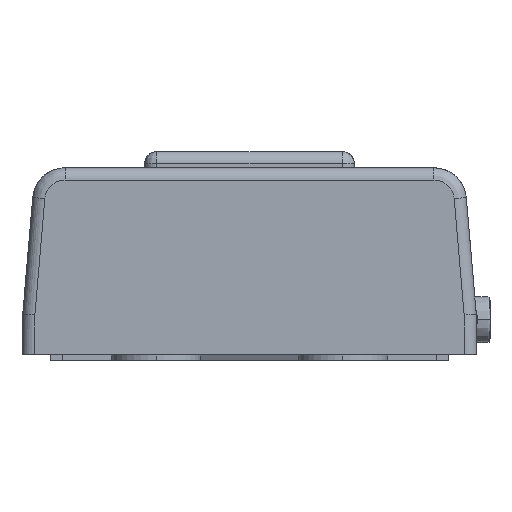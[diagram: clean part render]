
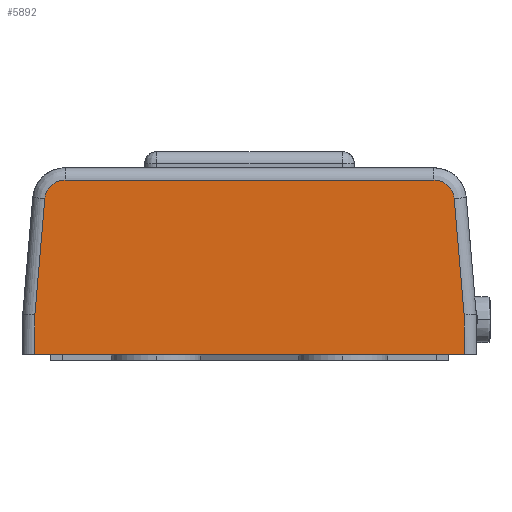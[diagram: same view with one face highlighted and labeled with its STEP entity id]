
A CAD part, left-side view. The second image highlights one B-rep face of the part: STEP entity #5892.
In plain terms, the highlighted planar face has unit normal (-1, 0, 0).
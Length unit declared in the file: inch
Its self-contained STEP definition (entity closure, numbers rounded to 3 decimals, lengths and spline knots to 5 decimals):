
#262 = VERTEX_POINT ( 'NONE', #4099 ) ;
#306 = EDGE_LOOP ( 'NONE', ( #10507, #6963, #14756, #8178, #5772, #6172, #3601, #14311 ) ) ;
#380 = VECTOR ( 'NONE', #1641, 39.37008 ) ;
#635 = CARTESIAN_POINT ( 'NONE',  ( -6.88976, -0.90535, 0.84646 ) ) ;
#645 = VERTEX_POINT ( 'NONE', #4575 ) ;
#792 = VECTOR ( 'NONE', #4186, 39.37008 ) ;
#843 = LINE ( 'NONE', #11251, #2880 ) ;
#1186 = CARTESIAN_POINT ( 'NONE',  ( -6.88976, 0.89355, 0.84646 ) ) ;
#1206 = CARTESIAN_POINT ( 'NONE',  ( -6.88976, 1.0433, 0. ) ) ;
#1612 = B_SPLINE_CURVE_WITH_KNOTS ( 'NONE', 3,
 ( #2957, #635, #14523, #9758, #1690, #10929, #12105 ),
 .UNSPECIFIED., .F., .F.,
 ( 4, 1, 1, 1, 4 ),
 ( 0., 0.24217, 0.48437, 0.72657, 1. ),
 .UNSPECIFIED. ) ;
#1641 = DIRECTION ( 'NONE',  ( 0., 0.086, 0.996 ) ) ;
#1664 = CARTESIAN_POINT ( 'NONE',  ( -6.88976, 0.98731, 0.78043 ) ) ;
#1690 = CARTESIAN_POINT ( 'NONE',  ( -6.88976, -0.98316, 0.79433 ) ) ;
#1711 = CARTESIAN_POINT ( 'NONE',  ( -6.88976, 0.96915, 0.81226 ) ) ;
#2013 = EDGE_CURVE ( 'NONE', #14266, #12678, #7945, .T. ) ;
#2191 = DIRECTION ( 'NONE',  ( -1., 0., 0. ) ) ;
#2311 = LINE ( 'NONE', #5686, #13291 ) ;
#2818 = CARTESIAN_POINT ( 'NONE',  ( -6.88976, 0.99056, 0.76877 ) ) ;
#2880 = VECTOR ( 'NONE', #15058, 39.37008 ) ;
#2957 = CARTESIAN_POINT ( 'NONE',  ( -6.88976, -0.89355, 0.84646 ) ) ;
#3397 = DIRECTION ( 'NONE',  ( 0., -1., 0. ) ) ;
#3448 = EDGE_CURVE ( 'NONE', #11497, #12414, #843, .T. ) ;
#3601 = ORIENTED_EDGE ( 'NONE', *, *, #6231, .T. ) ;
#3868 = EDGE_CURVE ( 'NONE', #262, #14266, #6158, .T. ) ;
#3869 = EDGE_CURVE ( 'NONE', #11823, #645, #2311, .T. ) ;
#4055 = CARTESIAN_POINT ( 'NONE',  ( -6.88976, 0.89969, 0.84646 ) ) ;
#4099 = CARTESIAN_POINT ( 'NONE',  ( -6.88976, 0.99161, 0.7565 ) ) ;
#4157 = CARTESIAN_POINT ( 'NONE',  ( -6.88976, 0.90573, 0.84591 ) ) ;
#4186 = DIRECTION ( 'NONE',  ( 0., 0.017, -1. ) ) ;
#4571 = CARTESIAN_POINT ( 'NONE',  ( -6.88976, -1.10236, 0. ) ) ;
#4575 = CARTESIAN_POINT ( 'NONE',  ( -6.88976, -0.89355, 0.84646 ) ) ;
#5201 = CARTESIAN_POINT ( 'NONE',  ( -6.88976, 0.97643, 0.80253 ) ) ;
#5422 = VERTEX_POINT ( 'NONE', #7458 ) ;
#5660 = DIRECTION ( 'NONE',  ( 0., 0., 1. ) ) ;
#5686 = CARTESIAN_POINT ( 'NONE',  ( -6.88976, 0.89355, 0.84646 ) ) ;
#5731 = CARTESIAN_POINT ( 'NONE',  ( -6.88976, 1.03992, 0.1938 ) ) ;
#5772 = ORIENTED_EDGE ( 'NONE', *, *, #9051, .F. ) ;
#5892 = ADVANCED_FACE ( 'NONE', ( #7844 ), #6602, .T. ) ;
#6158 = LINE ( 'NONE', #9962, #11278 ) ;
#6172 = ORIENTED_EDGE ( 'NONE', *, *, #3869, .F. ) ;
#6231 = EDGE_CURVE ( 'NONE', #11823, #262, #7220, .T. ) ;
#6494 = CARTESIAN_POINT ( 'NONE',  ( -6.88976, 0.9407, 0.83531 ) ) ;
#6602 = PLANE ( 'NONE',  #10270 ) ;
#6963 = ORIENTED_EDGE ( 'NONE', *, *, #6971, .T. ) ;
#6971 = EDGE_CURVE ( 'NONE', #12678, #11497, #12177, .T. ) ;
#7220 = B_SPLINE_CURVE_WITH_KNOTS ( 'NONE', 3,
 ( #11152, #4055, #4157, #13508, #9926, #6494, #8607, #1711, #5201, #1664, #2818, #10953 ),
 .UNSPECIFIED., .F., .F.,
 ( 4, 2, 2, 2, 2, 4 ),
 ( 0., 0.125, 0.25, 0.5, 0.75, 1. ),
 .UNSPECIFIED. ) ;
#7458 = CARTESIAN_POINT ( 'NONE',  ( -6.88976, -0.99161, 0.7565 ) ) ;
#7566 = CARTESIAN_POINT ( 'NONE',  ( -6.88976, -1.03992, 0.1938 ) ) ;
#7844 = FACE_OUTER_BOUND ( 'NONE', #306, .T. ) ;
#7894 = LINE ( 'NONE', #7566, #380 ) ;
#7945 = LINE ( 'NONE', #10004, #792 ) ;
#8178 = ORIENTED_EDGE ( 'NONE', *, *, #8957, .T. ) ;
#8607 = CARTESIAN_POINT ( 'NONE',  ( -6.88976, 0.95105, 0.82885 ) ) ;
#8957 = EDGE_CURVE ( 'NONE', #12414, #5422, #7894, .T. ) ;
#9049 = CARTESIAN_POINT ( 'NONE',  ( -6.88976, -1.10236, 0.90551 ) ) ;
#9051 = EDGE_CURVE ( 'NONE', #645, #5422, #1612, .T. ) ;
#9258 = VECTOR ( 'NONE', #3397, 39.37008 ) ;
#9758 = CARTESIAN_POINT ( 'NONE',  ( -6.88976, -0.95981, 0.8237 ) ) ;
#9926 = CARTESIAN_POINT ( 'NONE',  ( -6.88976, 0.92354, 0.84198 ) ) ;
#9962 = CARTESIAN_POINT ( 'NONE',  ( -6.88976, 0.99161, 0.7565 ) ) ;
#10004 = CARTESIAN_POINT ( 'NONE',  ( -6.88976, 1.03992, 0.1938 ) ) ;
#10270 = AXIS2_PLACEMENT_3D ( 'NONE', #9049, #2191, #5660 ) ;
#10309 = DIRECTION ( 'NONE',  ( 0., -1., 0. ) ) ;
#10507 = ORIENTED_EDGE ( 'NONE', *, *, #2013, .T. ) ;
#10929 = CARTESIAN_POINT ( 'NONE',  ( -6.88976, -0.99048, 0.76976 ) ) ;
#10953 = CARTESIAN_POINT ( 'NONE',  ( -6.88976, 0.99161, 0.7565 ) ) ;
#11152 = CARTESIAN_POINT ( 'NONE',  ( -6.88976, 0.89355, 0.84646 ) ) ;
#11251 = CARTESIAN_POINT ( 'NONE',  ( -6.88976, -1.0433, 0. ) ) ;
#11278 = VECTOR ( 'NONE', #12556, 39.37008 ) ;
#11497 = VERTEX_POINT ( 'NONE', #14025 ) ;
#11665 = CARTESIAN_POINT ( 'NONE',  ( -6.88976, -1.03992, 0.1938 ) ) ;
#11823 = VERTEX_POINT ( 'NONE', #1186 ) ;
#12105 = CARTESIAN_POINT ( 'NONE',  ( -6.88976, -0.99161, 0.7565 ) ) ;
#12177 = LINE ( 'NONE', #4571, #9258 ) ;
#12414 = VERTEX_POINT ( 'NONE', #11665 ) ;
#12556 = DIRECTION ( 'NONE',  ( 0., 0.086, -0.996 ) ) ;
#12678 = VERTEX_POINT ( 'NONE', #1206 ) ;
#13291 = VECTOR ( 'NONE', #10309, 39.37008 ) ;
#13508 = CARTESIAN_POINT ( 'NONE',  ( -6.88976, 0.91764, 0.84367 ) ) ;
#14025 = CARTESIAN_POINT ( 'NONE',  ( -6.88976, -1.0433, 0. ) ) ;
#14266 = VERTEX_POINT ( 'NONE', #5731 ) ;
#14311 = ORIENTED_EDGE ( 'NONE', *, *, #3868, .T. ) ;
#14523 = CARTESIAN_POINT ( 'NONE',  ( -6.88976, -0.92894, 0.84217 ) ) ;
#14756 = ORIENTED_EDGE ( 'NONE', *, *, #3448, .T. ) ;
#15058 = DIRECTION ( 'NONE',  ( 0., 0.017, 1. ) ) ;
